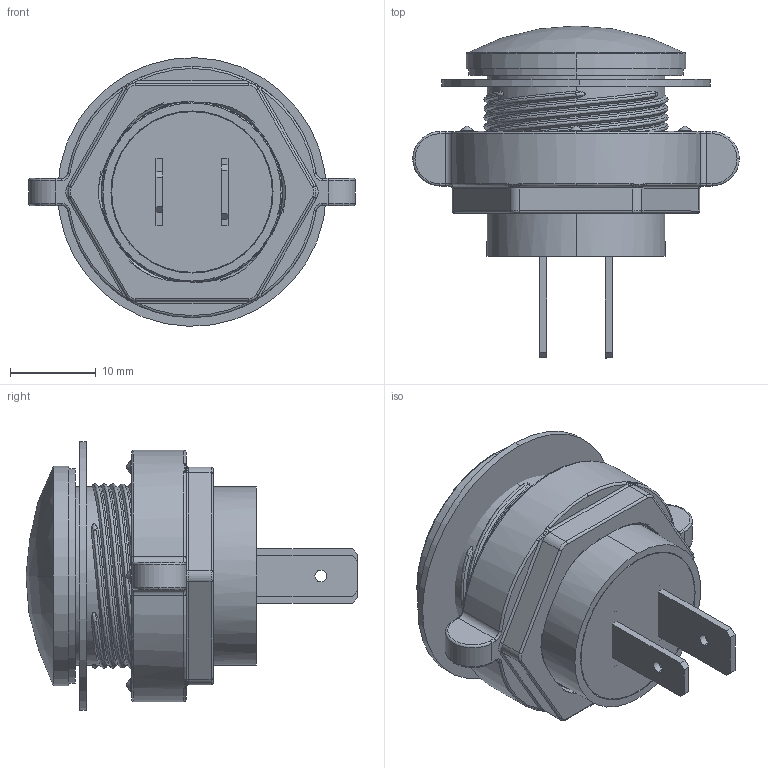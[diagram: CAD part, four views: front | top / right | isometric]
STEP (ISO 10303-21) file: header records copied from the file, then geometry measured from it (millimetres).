
FILE_DESCRIPTION (( 'STEP AP214' ), '1' );
FILE_NAME ('CNX722C_X00_XXT.STEP', '2019-05-15T18:31:25', ( 'user' ), ( 'Microsoft' ), 'SwSTEP 2.0', 'SolidWorks 2018', '' );
FILE_SCHEMA (( 'AUTOMOTIVE_DESIGN' ));
Length unit declared in the file: inch
Products named in the file (8): 20-1003 Terminal .187 W_.187 wide; 20-1004 Terminal .250 W_.187 wide; 7XX POTTING; RTN 722 Rev000_No Logo; 722 SL Rev000; CLS 722 Rev000; 722 XXX Rev000_green; CNX722C_X00_XXT
Assembly tree (7 placements, depth 2):
  CNX722C_X00_XXT
    722 XXX Rev000_green
    CLS 722 Rev000
    722 SL Rev000
    RTN 722 Rev000_No Logo
    7XX POTTING
    20-1004 Terminal .250 W_.187 wide
    20-1003 Terminal .187 W_.187 wide
Bounding box: 38.1 x 38.73 x 31.34 mm (x, y, z)
Volume: 7429.8 mm3; surface area: 9139 mm2
Topology: 7 solids, 7 shells, 365 faces, 899 edges, 559 vertices
Faces by surface type: cylinder 112, plane 85, bspline 72, torus 60, cone 32, sphere 4
Entity records: 18678 total; most frequent: CARTESIAN_POINT 10353, ORIENTED_EDGE 1798, DIRECTION 1546, EDGE_CURVE 899, AXIS2_PLACEMENT_3D 614, VERTEX_POINT 559, EDGE_LOOP 386, FACE_OUTER_BOUND 365
